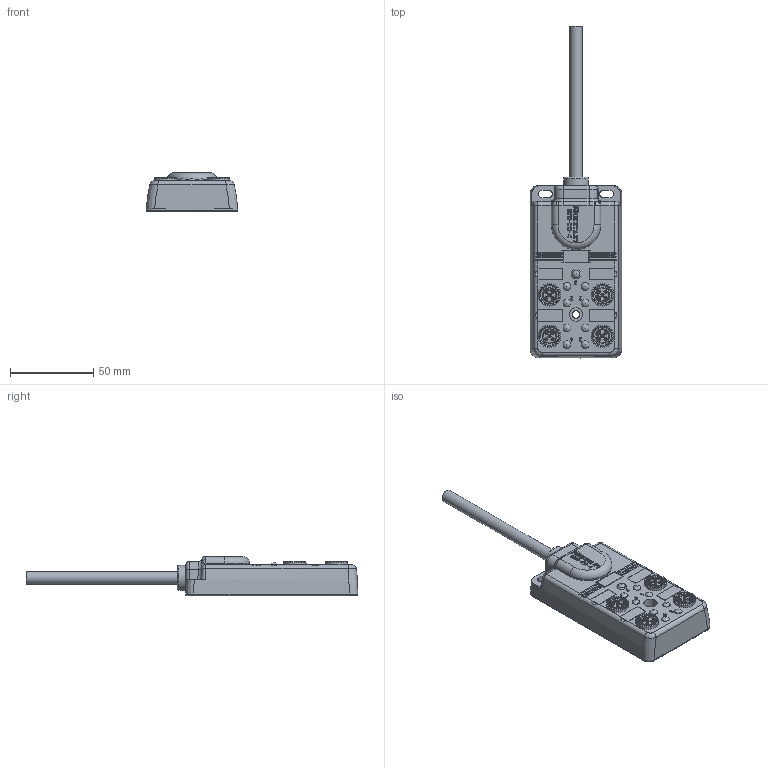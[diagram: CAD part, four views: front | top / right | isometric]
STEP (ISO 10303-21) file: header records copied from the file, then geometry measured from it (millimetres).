
FILE_DESCRIPTION(/* description */ (''),/* implementation_level */ '2;1');
FILE_NAME(/* name */ 'S010-M12-4 3D.stp',/* time_stamp */ '2024-08-15T16:30:13+08:00',/* author */ (''),/* organization */ (''),/* preprocessor_version */ 'ST-DEVELOPER v14',/* originating_system */ 'SIEMENS PLM Software NX 8.0',/* authorisation */ '');
FILE_SCHEMA (('AUTOMOTIVE_DESIGN { 1 0 10303 214 3 1 1 1 }'));
Length unit declared in the file: millimetre
Products named in the file (1): S010-M12-4 3D_stp
Bounding box: 54.93 x 199.71 x 23.66 mm (x, y, z)
Volume: 94248.4 mm3; surface area: 41920.7 mm2
Topology: 1 solids, 19 shells, 1472 faces, 4158 edges, 2700 vertices
Faces by surface type: plane 747, cylinder 270, extrusion 183, cone 151, bspline 73, sphere 28, torus 20
Full cylindrical faces by diameter (mm): 1.1 x20, 1.5 x20, 2 x20, 2.1 x20, 3 x6, 4.5 x7, 6.1 x2, 7.5 x1, 8 x1, 9 x4, 10.5 x1, 11 x28, 15 x1
Entity records: 56140 total; most frequent: CARTESIAN_POINT 20016, ORIENTED_EDGE 7384, DIRECTION 6468, EDGE_CURVE 3692, VERTEX_POINT 2516, VECTOR 2254, AXIS2_PLACEMENT_3D 2107, LINE 2071
